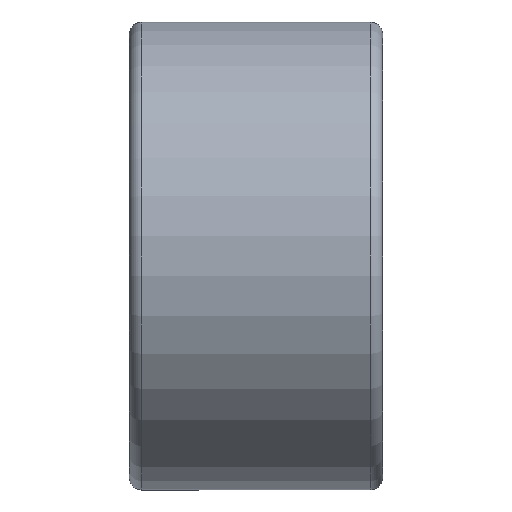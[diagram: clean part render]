
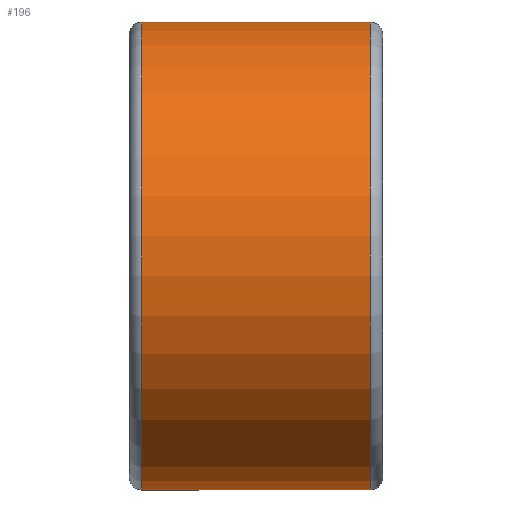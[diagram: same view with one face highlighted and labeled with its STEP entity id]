
A CAD part, left-side view. The second image highlights one B-rep face of the part: STEP entity #196.
In plain terms, the highlighted cylindrical face has radius 3.7 mm (diameter 7.4 mm), a partial arc.
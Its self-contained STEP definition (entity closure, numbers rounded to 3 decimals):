
#10 = AXIS2_PLACEMENT_3D ( 'NONE', #234, #908, #78 ) ;
#41 = AXIS2_PLACEMENT_3D ( 'NONE', #517, #987, #823 ) ;
#74 = VECTOR ( 'NONE', #116, 1000. ) ;
#78 = DIRECTION ( 'NONE',  ( 0., 0., 1. ) ) ;
#90 = EDGE_CURVE ( 'NONE', #164, #175, #840, .T. ) ;
#116 = DIRECTION ( 'NONE',  ( 0., -1., 0. ) ) ;
#138 = ORIENTED_EDGE ( 'NONE', *, *, #90, .T. ) ;
#164 = VERTEX_POINT ( 'NONE', #571 ) ;
#172 = FACE_OUTER_BOUND ( 'NONE', #909, .T. ) ;
#175 = VERTEX_POINT ( 'NONE', #900 ) ;
#196 = ADVANCED_FACE ( 'NONE', ( #172 ), #765, .T. ) ;
#203 = VERTEX_POINT ( 'NONE', #661 ) ;
#234 = CARTESIAN_POINT ( 'NONE',  ( 0., 1.8, 0. ) ) ;
#253 = VERTEX_POINT ( 'NONE', #839 ) ;
#280 = CIRCLE ( 'NONE', #10, 3.7 ) ;
#293 = DIRECTION ( 'NONE',  ( 0., 1., 0. ) ) ;
#398 = ORIENTED_EDGE ( 'NONE', *, *, #696, .T. ) ;
#404 = ORIENTED_EDGE ( 'NONE', *, *, #942, .T. ) ;
#440 = CARTESIAN_POINT ( 'NONE',  ( 1.463, 2., 3.399 ) ) ;
#490 = DIRECTION ( 'NONE',  ( 0., 0., 1. ) ) ;
#517 = CARTESIAN_POINT ( 'NONE',  ( 0., 2., 0. ) ) ;
#571 = CARTESIAN_POINT ( 'NONE',  ( 1.463, -1.8, -3.399 ) ) ;
#592 = LINE ( 'NONE', #1022, #74 ) ;
#629 = CARTESIAN_POINT ( 'NONE',  ( 0., -1.8, 0. ) ) ;
#661 = CARTESIAN_POINT ( 'NONE',  ( 1.463, 1.8, -3.399 ) ) ;
#696 = EDGE_CURVE ( 'NONE', #203, #164, #592, .T. ) ;
#718 = AXIS2_PLACEMENT_3D ( 'NONE', #629, #293, #490 ) ;
#764 = EDGE_CURVE ( 'NONE', #253, #175, #853, .T. ) ;
#765 = CYLINDRICAL_SURFACE ( 'NONE', #41, 3.7 ) ;
#823 = DIRECTION ( 'NONE',  ( 0., 0., -1. ) ) ;
#839 = CARTESIAN_POINT ( 'NONE',  ( 1.463, 1.8, 3.399 ) ) ;
#840 = CIRCLE ( 'NONE', #718, 3.7 ) ;
#853 = LINE ( 'NONE', #440, #997 ) ;
#877 = DIRECTION ( 'NONE',  ( 0., -1., 0. ) ) ;
#900 = CARTESIAN_POINT ( 'NONE',  ( 1.463, -1.8, 3.399 ) ) ;
#908 = DIRECTION ( 'NONE',  ( 0., -1., 0. ) ) ;
#909 = EDGE_LOOP ( 'NONE', ( #398, #138, #964, #404 ) ) ;
#942 = EDGE_CURVE ( 'NONE', #253, #203, #280, .T. ) ;
#964 = ORIENTED_EDGE ( 'NONE', *, *, #764, .F. ) ;
#987 = DIRECTION ( 'NONE',  ( 0., -1., 0. ) ) ;
#997 = VECTOR ( 'NONE', #877, 1000. ) ;
#1022 = CARTESIAN_POINT ( 'NONE',  ( 1.463, 2., -3.399 ) ) ;
